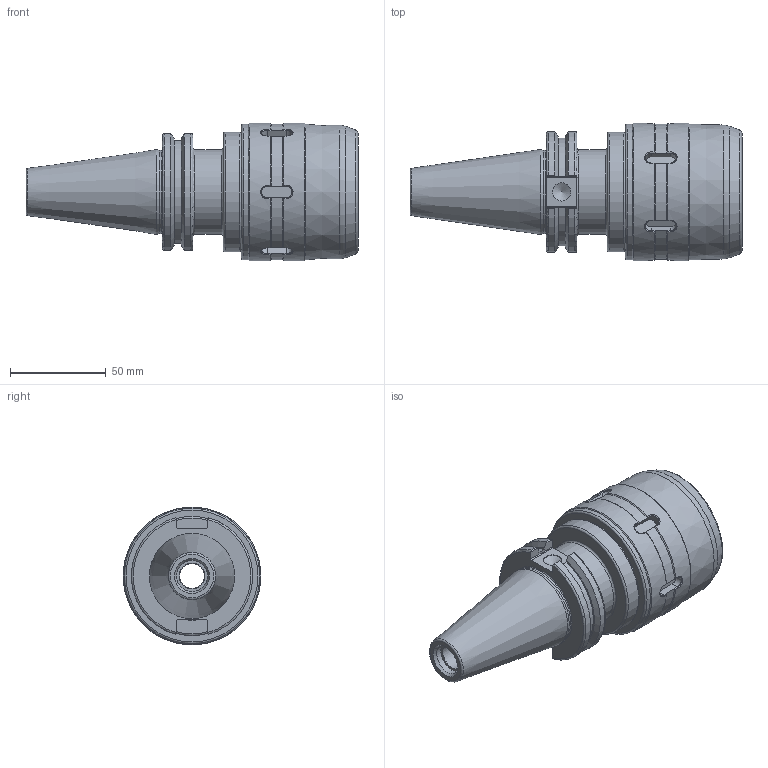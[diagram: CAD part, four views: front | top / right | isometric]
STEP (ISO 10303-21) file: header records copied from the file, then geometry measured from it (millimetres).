
FILE_DESCRIPTION(/* description */ (''),/* implementation_level */ '2;1');
FILE_NAME(/* name */ 'LK017.stp',/* time_stamp */ '2020-08-26T17:47:14+09:00',/* author */ ('eos'),/* organization */ (''),/* preprocessor_version */ 'ST-DEVELOPER v18.1',/* originating_system */ 'Autodesk Inventor 2020',/* authorisation */ '');
FILE_SCHEMA (('AUTOMOTIVE_DESIGN { 1 0 10303 214 3 1 1 }'));
Length unit declared in the file: millimetre
Products named in the file (3): LO-CAT40-C31.75-105; CAT50; C32-CAP
Assembly tree (2 placements, depth 2):
  LO-CAT40-C31.75-105
    CAT50
    C32-CAP
Bounding box: 173.75 x 72 x 72 mm (x, y, z)
Volume: 282092.4 mm3; surface area: 76024.8 mm2
Topology: 2 solids, 2 shells, 194 faces, 537 edges, 364 vertices
Faces by surface type: plane 86, cylinder 48, cone 32, torus 16, bspline 12
Full cylindrical faces by diameter (mm): 9.525 x1, 13 x1, 13.386 x1, 16.3 x1, 33 x2, 39.5 x1, 43.6 x1, 44 x1, 44.45 x1, 45 x2, 48.34 x1, 49.4 x1, 55.6 x1, 56 x3, 58 x2, 62.5 x1, 71 x1, 72 x2
Entity records: 7392 total; most frequent: CARTESIAN_POINT 2311, ORIENTED_EDGE 1072, DIRECTION 1037, EDGE_CURVE 536, AXIS2_PLACEMENT_3D 398, VERTEX_POINT 364, LINE 241, VECTOR 241
